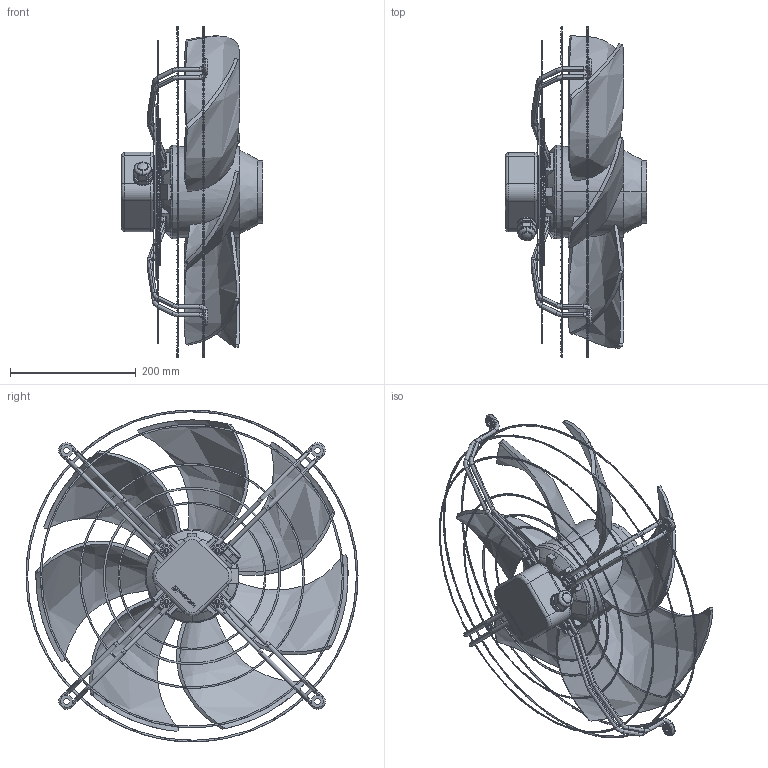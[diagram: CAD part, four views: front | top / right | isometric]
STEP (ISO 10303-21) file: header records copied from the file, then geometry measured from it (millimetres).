
FILE_DESCRIPTION((''),'2;1');
FILE_NAME('191U136320_ASM','2023-04-04T09:38:07',('U375483'),('DANFOSS COMMERCIAL COMPRESSOR'),'CREO PARAMETRIC BY PTC INC, 2022124','CREO PARAMETRIC BY PTC INC, 2022124','');
FILE_SCHEMA(('CONFIG_CONTROL_DESIGN'));
Length unit declared in the file: millimetre
Products named in the file (7): 191U136320_05; 191U136320_06; 191U136320_01; 191U136320_03; 191U136320_04; 191U136320_02; 191U136320_ASM
Assembly tree (6 placements, depth 2):
  191U136320_ASM
    191U136320_05
    191U136320_06
    191U136320_01
    191U136320_03
    191U136320_04
    191U136320_02
Bounding box: 225.55 x 529 x 528.77 mm (x, y, z)
Volume: 4100546 mm3; surface area: 631926.8 mm2
Topology: 7 solids, 7 shells, 930 faces, 2679 edges, 1765 vertices
Faces by surface type: plane 415, cylinder 303, bspline 147, torus 33, extrusion 16, cone 11, sphere 5
Entity records: 36904 total; most frequent: CARTESIAN_POINT 13047, ORIENTED_EDGE 5292, DIRECTION 4595, EDGE_CURVE 2646, VERTEX_POINT 1765, AXIS2_PLACEMENT_3D 1689, VECTOR 1217, LINE 1201
